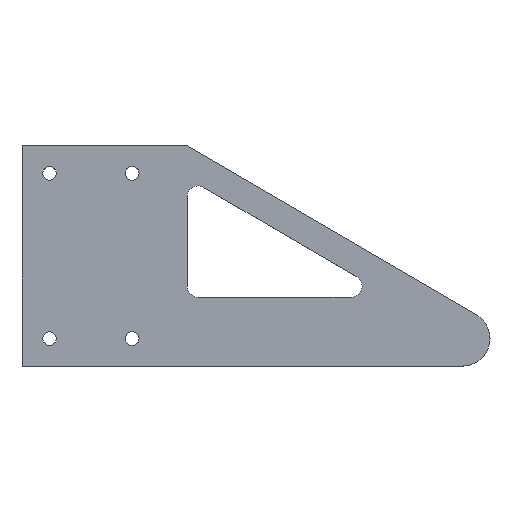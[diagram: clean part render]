
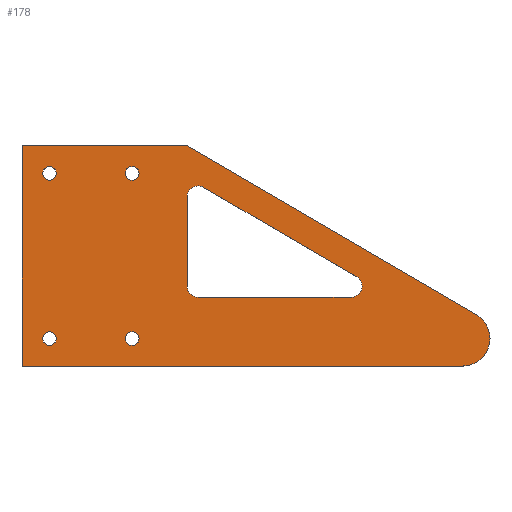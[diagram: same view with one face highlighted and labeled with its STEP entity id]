
A CAD part, top view. The second image highlights one B-rep face of the part: STEP entity #178.
In plain terms, the highlighted planar face has unit normal (0, 0, 1).
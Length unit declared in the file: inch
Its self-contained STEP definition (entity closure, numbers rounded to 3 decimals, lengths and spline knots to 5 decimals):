
#108=FACE_BOUND('',#236,.T.);
#109=FACE_BOUND('',#237,.T.);
#110=FACE_BOUND('',#238,.T.);
#111=FACE_BOUND('',#239,.T.);
#112=FACE_BOUND('',#240,.T.);
#113=FACE_BOUND('',#241,.T.);
#143=CIRCLE('',#508,0.25);
#144=CIRCLE('',#511,0.0625);
#146=CIRCLE('',#514,0.0625);
#148=CIRCLE('',#517,0.0625);
#150=CIRCLE('',#520,0.0625);
#152=CIRCLE('',#525,0.1);
#153=CIRCLE('',#526,0.1);
#154=CIRCLE('',#527,0.1);
#178=ADVANCED_FACE('',(#108,#109,#110,#111,#112,#113),#199,.T.);
#199=PLANE('',#528);
#236=EDGE_LOOP('',(#307,#308,#309,#310,#311));
#237=EDGE_LOOP('',(#312));
#238=EDGE_LOOP('',(#313));
#239=EDGE_LOOP('',(#314));
#240=EDGE_LOOP('',(#315));
#241=EDGE_LOOP('',(#316,#317,#318,#319,#320,#321));
#307=ORIENTED_EDGE('',*,*,#413,.T.);
#308=ORIENTED_EDGE('',*,*,#417,.T.);
#309=ORIENTED_EDGE('',*,*,#420,.T.);
#310=ORIENTED_EDGE('',*,*,#423,.T.);
#311=ORIENTED_EDGE('',*,*,#433,.T.);
#312=ORIENTED_EDGE('',*,*,#430,.F.);
#313=ORIENTED_EDGE('',*,*,#428,.F.);
#314=ORIENTED_EDGE('',*,*,#426,.F.);
#315=ORIENTED_EDGE('',*,*,#424,.F.);
#316=ORIENTED_EDGE('',*,*,#434,.T.);
#317=ORIENTED_EDGE('',*,*,#438,.T.);
#318=ORIENTED_EDGE('',*,*,#405,.T.);
#319=ORIENTED_EDGE('',*,*,#439,.T.);
#320=ORIENTED_EDGE('',*,*,#409,.T.);
#321=ORIENTED_EDGE('',*,*,#440,.T.);
#367=VERTEX_POINT('',#685);
#368=VERTEX_POINT('',#687);
#371=VERTEX_POINT('',#694);
#372=VERTEX_POINT('',#696);
#375=VERTEX_POINT('',#703);
#376=VERTEX_POINT('',#705);
#378=VERTEX_POINT('',#711);
#380=VERTEX_POINT('',#717);
#382=VERTEX_POINT('',#723);
#383=VERTEX_POINT('',#727);
#385=VERTEX_POINT('',#732);
#387=VERTEX_POINT('',#737);
#389=VERTEX_POINT('',#742);
#391=VERTEX_POINT('',#750);
#392=VERTEX_POINT('',#751);
#405=EDGE_CURVE('',#368,#367,#454,.T.);
#409=EDGE_CURVE('',#372,#371,#458,.T.);
#413=EDGE_CURVE('',#376,#375,#462,.T.);
#417=EDGE_CURVE('',#375,#378,#466,.T.);
#420=EDGE_CURVE('',#378,#380,#143,.T.);
#423=EDGE_CURVE('',#380,#382,#470,.T.);
#424=EDGE_CURVE('',#383,#383,#144,.T.);
#426=EDGE_CURVE('',#385,#385,#146,.T.);
#428=EDGE_CURVE('',#387,#387,#148,.T.);
#430=EDGE_CURVE('',#389,#389,#150,.T.);
#433=EDGE_CURVE('',#382,#376,#472,.T.);
#434=EDGE_CURVE('',#391,#392,#473,.T.);
#438=EDGE_CURVE('',#392,#368,#152,.T.);
#439=EDGE_CURVE('',#367,#372,#153,.T.);
#440=EDGE_CURVE('',#371,#391,#154,.T.);
#454=LINE('',#686,#479);
#458=LINE('',#695,#483);
#462=LINE('',#704,#487);
#466=LINE('',#712,#491);
#470=LINE('',#724,#495);
#472=LINE('',#747,#497);
#473=LINE('',#749,#498);
#479=VECTOR('',#557,1.);
#483=VECTOR('',#563,1.);
#487=VECTOR('',#569,1.);
#491=VECTOR('',#575,1.);
#495=VECTOR('',#587,1.);
#497=VECTOR('',#615,1.);
#498=VECTOR('',#618,1.);
#508=AXIS2_PLACEMENT_3D('',#718,#581,#582);
#511=AXIS2_PLACEMENT_3D('',#726,#590,#591);
#514=AXIS2_PLACEMENT_3D('',#731,#596,#597);
#517=AXIS2_PLACEMENT_3D('',#736,#602,#603);
#520=AXIS2_PLACEMENT_3D('',#741,#608,#609);
#525=AXIS2_PLACEMENT_3D('',#758,#624,#625);
#526=AXIS2_PLACEMENT_3D('',#759,#626,#627);
#527=AXIS2_PLACEMENT_3D('',#760,#628,#629);
#528=AXIS2_PLACEMENT_3D('',#761,#630,#631);
#557=DIRECTION('',(0.,1.,0.));
#563=DIRECTION('',(0.863,-0.504,0.));
#569=DIRECTION('',(0.,-1.,0.));
#575=DIRECTION('',(1.,0.,0.));
#581=DIRECTION('',(0.,0.,1.));
#582=DIRECTION('',(1.,0.,0.));
#587=DIRECTION('',(-0.863,0.504,0.));
#590=DIRECTION('',(0.,0.,1.));
#591=DIRECTION('',(1.,0.,0.));
#596=DIRECTION('',(0.,0.,1.));
#597=DIRECTION('',(1.,0.,0.));
#602=DIRECTION('',(0.,0.,1.));
#603=DIRECTION('',(1.,0.,0.));
#608=DIRECTION('',(0.,0.,1.));
#609=DIRECTION('',(1.,0.,0.));
#615=DIRECTION('',(-1.,0.,0.));
#618=DIRECTION('',(-1.,0.,0.));
#624=DIRECTION('',(0.,0.,-1.));
#625=DIRECTION('',(1.,0.,0.));
#626=DIRECTION('',(0.,0.,-1.));
#627=DIRECTION('',(1.,0.,0.));
#628=DIRECTION('',(0.,0.,-1.));
#629=DIRECTION('',(1.,0.,0.));
#630=DIRECTION('',(0.,0.,1.));
#631=DIRECTION('',(1.,0.,0.));
#685=CARTESIAN_POINT('',(-2.5,1.28623,0.25));
#686=CARTESIAN_POINT('',(-2.5,0.375,0.25));
#687=CARTESIAN_POINT('',(-2.5,0.475,0.25));
#694=CARTESIAN_POINT('',(-0.9609,0.56135,0.25));
#695=CARTESIAN_POINT('',(-2.5,1.46047,0.25));
#696=CARTESIAN_POINT('',(-2.34956,1.37258,0.25));
#703=CARTESIAN_POINT('',(-4.,-0.25,0.25));
#704=CARTESIAN_POINT('',(-4.,1.75,0.25));
#705=CARTESIAN_POINT('',(-4.,1.75,0.25));
#711=CARTESIAN_POINT('',(0.,-0.25,0.25));
#712=CARTESIAN_POINT('',(-4.,-0.25,0.25));
#717=CARTESIAN_POINT('',(0.12611,0.21586,0.25));
#718=CARTESIAN_POINT('',(0.,0.,0.25));
#723=CARTESIAN_POINT('',(-2.5,1.75,0.25));
#724=CARTESIAN_POINT('',(0.12611,0.21586,0.25));
#726=CARTESIAN_POINT('',(-3.,1.5,0.25));
#727=CARTESIAN_POINT('',(-2.9375,1.5,0.25));
#731=CARTESIAN_POINT('',(-3.,0.,0.25));
#732=CARTESIAN_POINT('',(-2.9375,0.,0.25));
#736=CARTESIAN_POINT('',(-3.75,1.5,0.25));
#737=CARTESIAN_POINT('',(-3.6875,1.5,0.25));
#741=CARTESIAN_POINT('',(-3.75,0.,0.25));
#742=CARTESIAN_POINT('',(-3.6875,0.,0.25));
#747=CARTESIAN_POINT('',(-2.5,1.75,0.25));
#749=CARTESIAN_POINT('',(-0.64192,0.375,0.25));
#750=CARTESIAN_POINT('',(-1.01134,0.375,0.25));
#751=CARTESIAN_POINT('',(-2.4,0.375,0.25));
#758=CARTESIAN_POINT('',(-2.4,0.475,0.25));
#759=CARTESIAN_POINT('',(-2.4,1.28623,0.25));
#760=CARTESIAN_POINT('',(-1.01134,0.475,0.25));
#761=CARTESIAN_POINT('',(0.,0.,0.25));
